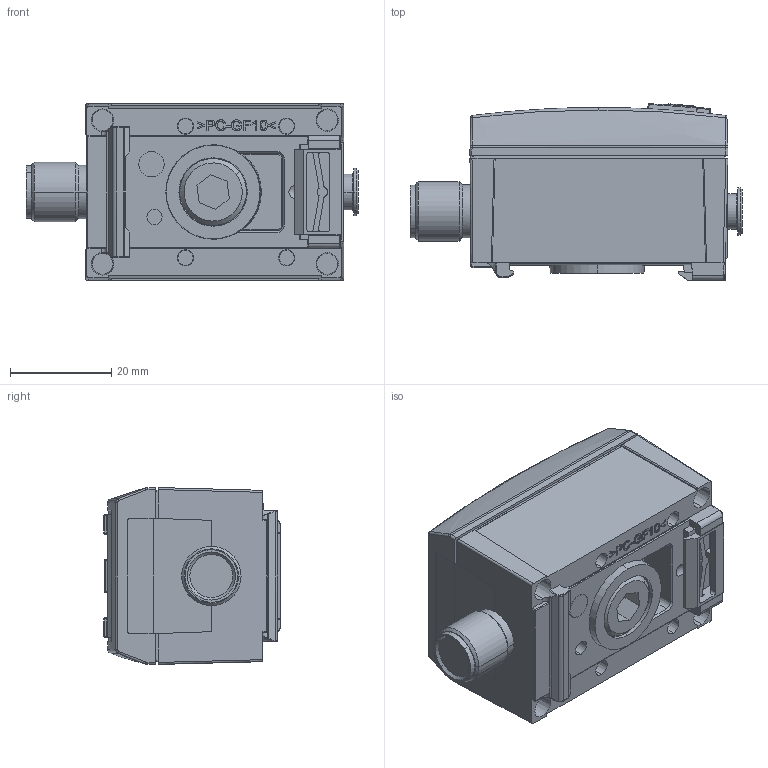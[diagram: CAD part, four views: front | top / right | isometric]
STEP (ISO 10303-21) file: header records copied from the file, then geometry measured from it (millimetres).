
FILE_DESCRIPTION(('STEP AP214'),'1');
FILE_NAME('HALDERN_EH_22800_0701.stp','2020-02-28T09:44:07',('TraceParts'),('TraceParts S.A.'),'Spatial InterOp 3D',' ',' ');
FILE_SCHEMA(('AUTOMOTIVE_DESIGN { 1 0 10303 214 1 1 1 1 }'));
Length unit declared in the file: millimetre
Products named in the file (1): HALDERN_EH_22800_0701_1
Bounding box: 65.59 x 34.85 x 35 mm (x, y, z)
Volume: 54564.2 mm3; surface area: 22538.4 mm2
Topology: 8 solids, 19 shells, 1049 faces, 2656 edges, 1668 vertices
Faces by surface type: plane 389, cylinder 325, bspline 212, cone 61, sphere 39, torus 23
Entity records: 50903 total; most frequent: CARTESIAN_POINT 18368, ORIENTED_EDGE 5278, DIRECTION 4650, EDGE_CURVE 2639, AXIS2_PLACEMENT_3D 1692, VERTEX_POINT 1665, LINE 1266, VECTOR 1266
